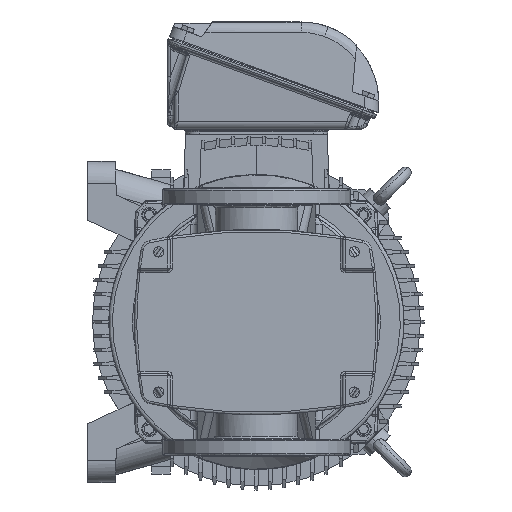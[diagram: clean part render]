
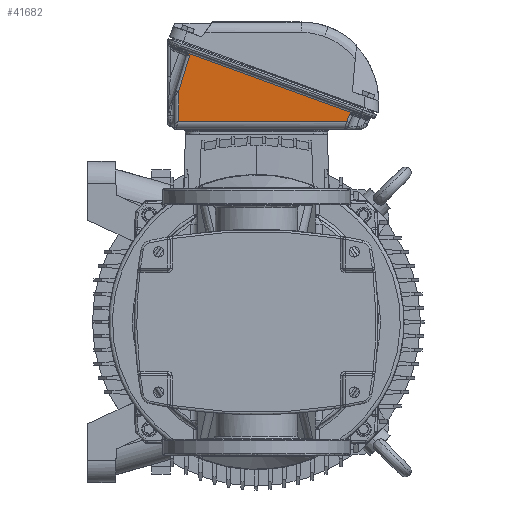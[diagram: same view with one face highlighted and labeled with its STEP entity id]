
A CAD part, front view. The second image highlights one B-rep face of the part: STEP entity #41682.
In plain terms, the highlighted face is planar.
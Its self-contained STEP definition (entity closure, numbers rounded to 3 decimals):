
#133 = CARTESIAN_POINT ( 'NONE',  ( -11.159, 5.078, -3.622 ) ) ;
#2402 = ORIENTED_EDGE ( 'NONE', *, *, #153271, .T. ) ;
#3269 = CARTESIAN_POINT ( 'NONE',  ( -11.134, 5.039, -3.623 ) ) ;
#3674 = B_SPLINE_CURVE_WITH_KNOTS ( 'NONE', 3,
 ( #21320, #182873, #93823, #20361, #35055, #140768, #19387, #153527 ),
 .UNSPECIFIED., .F., .F.,
 ( 4, 2, 2, 4 ),
 ( 0.004, 0.006, 0.007, 0.008 ),
 .UNSPECIFIED. ) ;
#8649 = EDGE_CURVE ( 'NONE', #53814, #172485, #148351, .T. ) ;
#11457 = LINE ( 'NONE', #12398, #26928 ) ;
#12398 = CARTESIAN_POINT ( 'NONE',  ( -15.197, -4.153, -3.599 ) ) ;
#15842 = LINE ( 'NONE', #132375, #82137 ) ;
#19387 = CARTESIAN_POINT ( 'NONE',  ( -14.193, -3.576, -3.626 ) ) ;
#20361 = CARTESIAN_POINT ( 'NONE',  ( -14.244, -3.59, -3.624 ) ) ;
#21320 = CARTESIAN_POINT ( 'NONE',  ( -14.328, -3.629, -3.622 ) ) ;
#21977 = LINE ( 'NONE', #47544, #90742 ) ;
#22693 = VECTOR ( 'NONE', #158444, 39.37 ) ;
#24706 = CARTESIAN_POINT ( 'NONE',  ( -11.159, 5.078, -3.622 ) ) ;
#25665 = CARTESIAN_POINT ( 'NONE',  ( -11.147, 5.058, -3.622 ) ) ;
#26679 = ORIENTED_EDGE ( 'NONE', *, *, #169863, .T. ) ;
#26928 = VECTOR ( 'NONE', #99564, 39.37 ) ;
#27513 = AXIS2_PLACEMENT_3D ( 'NONE', #70051, #100335, #82771 ) ;
#35055 = CARTESIAN_POINT ( 'NONE',  ( -14.232, -3.586, -3.624 ) ) ;
#37440 = EDGE_CURVE ( 'NONE', #74072, #166487, #140838, .T. ) ;
#39993 = CARTESIAN_POINT ( 'NONE',  ( -12.799, -3.995, -3.676 ) ) ;
#40062 = EDGE_CURVE ( 'NONE', #166487, #82069, #11457, .T. ) ;
#41682 = ADVANCED_FACE ( 'NONE', ( #161016 ), #143424, .T. ) ;
#42101 = ORIENTED_EDGE ( 'NONE', *, *, #84963, .T. ) ;
#44497 = ORIENTED_EDGE ( 'NONE', *, *, #53419, .T. ) ;
#47544 = CARTESIAN_POINT ( 'NONE',  ( -11.156, 5.008, -3.623 ) ) ;
#50467 = VERTEX_POINT ( 'NONE', #193526 ) ;
#53419 = EDGE_CURVE ( 'NONE', #82069, #50467, #15842, .T. ) ;
#53814 = VERTEX_POINT ( 'NONE', #63536 ) ;
#60589 = VERTEX_POINT ( 'NONE', #182547 ) ;
#63536 = CARTESIAN_POINT ( 'NONE',  ( -11.071, 4.972, -3.626 ) ) ;
#67844 = CARTESIAN_POINT ( 'NONE',  ( -12.283, -4.153, -3.695 ) ) ;
#70051 = CARTESIAN_POINT ( 'NONE',  ( -15.197, -4.394, -3.602 ) ) ;
#74072 = VERTEX_POINT ( 'NONE', #89016 ) ;
#77706 = CARTESIAN_POINT ( 'NONE',  ( -11.104, 5.004, -3.624 ) ) ;
#82069 = VERTEX_POINT ( 'NONE', #136949 ) ;
#82137 = VECTOR ( 'NONE', #163633, 39.37 ) ;
#82771 = DIRECTION ( 'NONE',  ( -0.342, -0.94, 0. ) ) ;
#83218 = ORIENTED_EDGE ( 'NONE', *, *, #37440, .T. ) ;
#84963 = EDGE_CURVE ( 'NONE', #172485, #60589, #163002, .T. ) ;
#89016 = CARTESIAN_POINT ( 'NONE',  ( -14.181, -3.572, -3.626 ) ) ;
#90742 = VECTOR ( 'NONE', #107214, 39.37 ) ;
#92383 = CARTESIAN_POINT ( 'NONE',  ( -11.071, 4.972, -3.626 ) ) ;
#93823 = CARTESIAN_POINT ( 'NONE',  ( -14.282, -3.603, -3.623 ) ) ;
#99564 = DIRECTION ( 'NONE',  ( 0.999, 0., -0.033 ) ) ;
#100335 = DIRECTION ( 'NONE',  ( 0.033, -0.012, 0.999 ) ) ;
#101319 = ORIENTED_EDGE ( 'NONE', *, *, #8649, .T. ) ;
#105828 = VECTOR ( 'NONE', #180599, 39.37 ) ;
#107214 = DIRECTION ( 'NONE',  ( -0.92, 0.39, 0.035 ) ) ;
#131997 = ORIENTED_EDGE ( 'NONE', *, *, #40062, .T. ) ;
#132375 = CARTESIAN_POINT ( 'NONE',  ( -10.694, 5.811, -3.628 ) ) ;
#136553 = CARTESIAN_POINT ( 'NONE',  ( -14.502, -4.106, -3.622 ) ) ;
#136949 = CARTESIAN_POINT ( 'NONE',  ( -10.694, -4.153, -3.747 ) ) ;
#137373 = CARTESIAN_POINT ( 'NONE',  ( -11.127, 5.03, -3.623 ) ) ;
#140768 = CARTESIAN_POINT ( 'NONE',  ( -14.206, -3.579, -3.625 ) ) ;
#140838 = LINE ( 'NONE', #39993, #22693 ) ;
#143424 = PLANE ( 'NONE',  #27513 ) ;
#147675 = EDGE_LOOP ( 'NONE', ( #42101, #26679, #83218, #131997, #44497, #2402, #101319 ) ) ;
#148351 = B_SPLINE_CURVE_WITH_KNOTS ( 'NONE', 3,
 ( #92383, #152082, #77706, #137373, #3269, #25665, #174437, #24706 ),
 .UNSPECIFIED., .F., .F.,
 ( 4, 2, 2, 4 ),
 ( 0., 0.002, 0.003, 0.004 ),
 .UNSPECIFIED. ) ;
#152082 = CARTESIAN_POINT ( 'NONE',  ( -11.087, 4.988, -3.625 ) ) ;
#153271 = EDGE_CURVE ( 'NONE', #50467, #53814, #21977, .T. ) ;
#153527 = CARTESIAN_POINT ( 'NONE',  ( -14.181, -3.572, -3.626 ) ) ;
#158444 = DIRECTION ( 'NONE',  ( 0.956, -0.292, -0.035 ) ) ;
#161016 = FACE_OUTER_BOUND ( 'NONE', #147675, .T. ) ;
#163002 = LINE ( 'NONE', #136553, #105828 ) ;
#163633 = DIRECTION ( 'NONE',  ( 0., 1., 0.012 ) ) ;
#166487 = VERTEX_POINT ( 'NONE', #67844 ) ;
#169863 = EDGE_CURVE ( 'NONE', #60589, #74072, #3674, .T. ) ;
#172485 = VERTEX_POINT ( 'NONE', #133 ) ;
#174437 = CARTESIAN_POINT ( 'NONE',  ( -11.154, 5.068, -3.622 ) ) ;
#180599 = DIRECTION ( 'NONE',  ( -0.342, -0.94, 0. ) ) ;
#182547 = CARTESIAN_POINT ( 'NONE',  ( -14.328, -3.629, -3.622 ) ) ;
#182873 = CARTESIAN_POINT ( 'NONE',  ( -14.306, -3.614, -3.622 ) ) ;
#193526 = CARTESIAN_POINT ( 'NONE',  ( -10.694, 4.813, -3.64 ) ) ;
